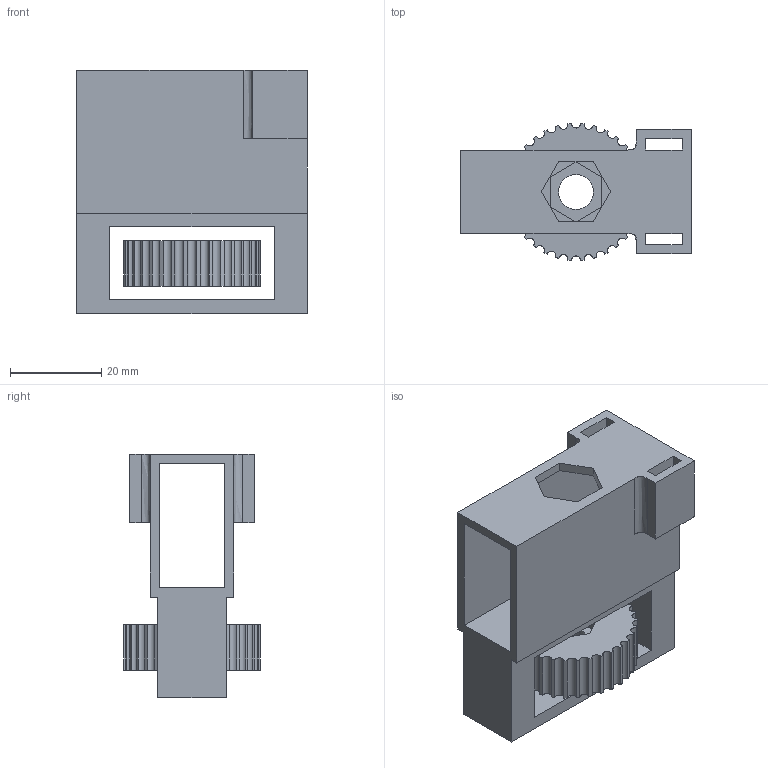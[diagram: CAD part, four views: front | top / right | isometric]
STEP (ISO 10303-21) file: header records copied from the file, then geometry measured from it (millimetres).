
FILE_DESCRIPTION(/* description */ (''),/* implementation_level */ '2;1');
FILE_NAME(/* name */ 'Mounting System.step',/* time_stamp */ '2026-02-25T13:03:14-06:00',/* author */ (''),/* organization */ (''),/* preprocessor_version */ 'ST-DEVELOPER v20.1',/* originating_system */ 'Autodesk Translation Framework v14.24.0.0',/* authorisation */ '');
FILE_SCHEMA (('AUTOMOTIVE_DESIGN { 1 0 10303 214 3 1 1 }'));
Length unit declared in the file: millimetre
Products named in the file (1): 2025-11-02-12-33-04-707
Bounding box: 50.5 x 29.93 x 53.25 mm (x, y, z)
Volume: 22775 mm3; surface area: 16306.3 mm2
Topology: 2 solids, 2 shells, 135 faces, 377 edges, 244 vertices
Faces by surface type: cylinder 80, plane 53, bspline 2
Full cylindrical faces by diameter (mm): 7.65 x2
Entity records: 4523 total; most frequent: CARTESIAN_POINT 871, DIRECTION 789, ORIENTED_EDGE 754, EDGE_CURVE 377, AXIS2_PLACEMENT_3D 286, VERTEX_POINT 244, LINE 217, VECTOR 217
